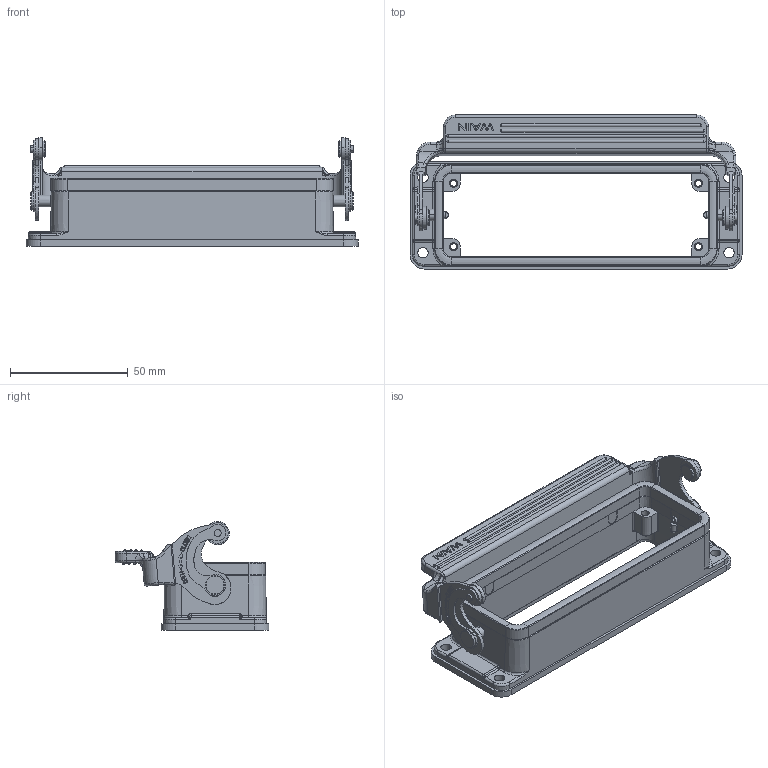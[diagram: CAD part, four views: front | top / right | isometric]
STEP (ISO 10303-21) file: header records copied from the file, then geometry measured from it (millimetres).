
FILE_DESCRIPTION((''),'2;1');
FILE_NAME('H24B-BK-1L_SC_ASM','2017-08-01T',('dm.li'),(''),'PRO/ENGINEER BY PARAMETRIC TECHNOLOGY CORPORATION, 2012480','PRO/ENGINEER BY PARAMETRIC TECHNOLOGY CORPORATION, 2012480','');
FILE_SCHEMA(('AUTOMOTIVE_DESIGN { 1 0 10303 214 1 1 1 1 }'));
Length unit declared in the file: inch
Products named in the file (1): H24B-BK-1L_SC_ASM
Bounding box: 141 x 65.38 x 46.27 mm (x, y, z)
Volume: 59348.1 mm3; surface area: 41852.4 mm2
Topology: 1 solids, 25 shells, 1291 faces, 3418 edges, 2210 vertices
Faces by surface type: plane 533, cylinder 311, extrusion 250, torus 66, bspline 62, cone 47, sphere 22
Entity records: 49102 total; most frequent: CARTESIAN_POINT 14437, ORIENTED_EDGE 6708, DIRECTION 5685, EDGE_CURVE 3381, VERTEX_POINT 2210, VECTOR 2053, AXIS2_PLACEMENT_3D 1816, LINE 1803
